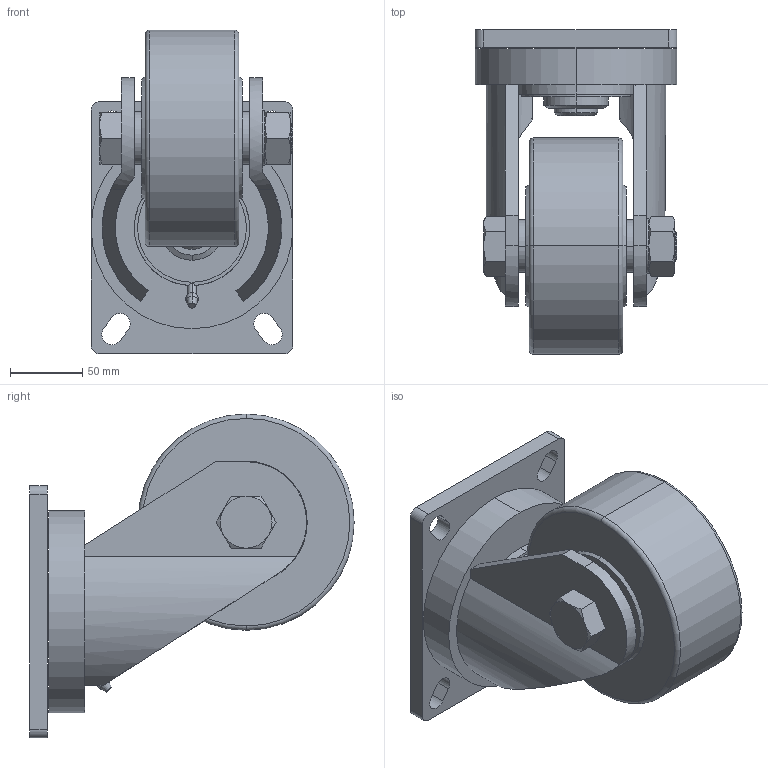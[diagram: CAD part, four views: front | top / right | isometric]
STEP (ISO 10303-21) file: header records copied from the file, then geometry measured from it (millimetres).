
FILE_DESCRIPTION (( 'STEP AP203' ), '1' );
FILE_NAME ('K-545J-150-UR.STEP', '2021-03-31T01:49:17', ( '' ), ( '' ), 'SwSTEP 2.0', 'SolidWorks 2018', '' );
FILE_SCHEMA (( 'CONFIG_CONTROL_DESIGN' ));
Length unit declared in the file: millimetre
Products named in the file (6): K-545J-150-UR_plate_; K-545J-150-UR_hex head bolt_ver1.06_M24x15六角ボルト(鉄); K-545J-150-UR_wheel_; K-545J-150-UR_hex nut_ver1.05_M24僫僢僩(揝)3庬; K-545J-150-UR_base_; K-545J-150-UR
Assembly tree (5 placements, depth 2):
  K-545J-150-UR
    K-545J-150-UR_plate_
    K-545J-150-UR_base_
    K-545J-150-UR_hex head bolt_ver1.06_M24x15六角ボルト(鉄)
    K-545J-150-UR_hex nut_ver1.05_M24僫僢僩(揝)3庬
    K-545J-150-UR_wheel_
Bounding box: 140 x 225 x 224.66 mm (x, y, z)
Volume: 2217689.9 mm3; surface area: 258607.8 mm2
Topology: 5 solids, 5 shells, 162 faces, 375 edges, 238 vertices
Faces by surface type: cylinder 61, plane 61, cone 34, torus 6
Entity records: 5518 total; most frequent: CARTESIAN_POINT 1128, DIRECTION 829, ORIENTED_EDGE 750, EDGE_CURVE 375, AXIS2_PLACEMENT_3D 335, VERTEX_POINT 238, EDGE_LOOP 195, CIRCLE 165
